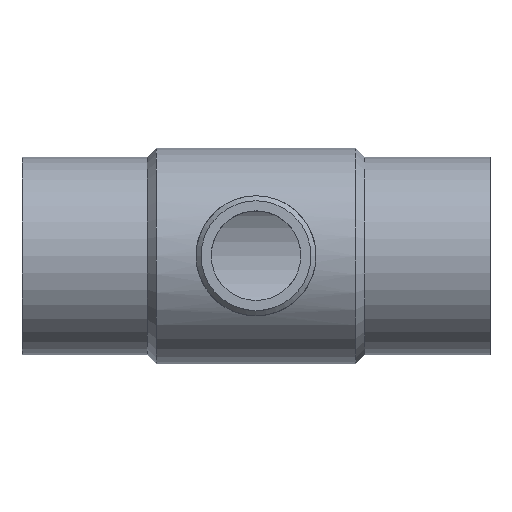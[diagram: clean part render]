
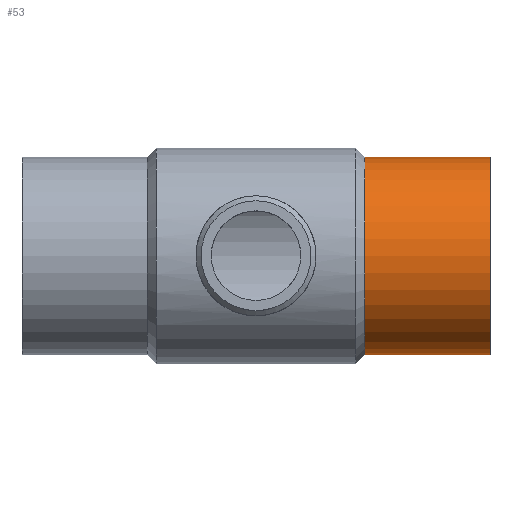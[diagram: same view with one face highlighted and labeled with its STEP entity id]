
A CAD part, top view. The second image highlights one B-rep face of the part: STEP entity #53.
In plain terms, the highlighted cylindrical face has radius 45 mm (diameter 90 mm), a full revolution.
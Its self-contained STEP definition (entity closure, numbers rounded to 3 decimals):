
#53 = ADVANCED_FACE( '', ( #113, #114 ), #115, .T. );
#113 = FACE_OUTER_BOUND( '', #174, .T. );
#114 = FACE_OUTER_BOUND( '', #175, .T. );
#115 = CYLINDRICAL_SURFACE( '', #176, 45. );
#174 = EDGE_LOOP( '', ( #245 ) );
#175 = EDGE_LOOP( '', ( #246 ) );
#176 = AXIS2_PLACEMENT_3D( '', #247, #248, #249 );
#245 = ORIENTED_EDGE( '', *, *, #277, .F. );
#246 = ORIENTED_EDGE( '', *, *, #279, .T. );
#247 = CARTESIAN_POINT( '', ( 0., 0., 0. ) );
#248 = DIRECTION( '', ( -1., 0., 0. ) );
#249 = DIRECTION( '', ( 0., 0., -1. ) );
#277 = EDGE_CURVE( '', #305, #305, #306, .T. );
#279 = EDGE_CURVE( '', #308, #308, #309, .T. );
#305 = VERTEX_POINT( '', #346 );
#306 = CIRCLE( '', #347, 45. );
#308 = VERTEX_POINT( '', #349 );
#309 = CIRCLE( '', #350, 45. );
#346 = CARTESIAN_POINT( '', ( 0., 0., -45. ) );
#347 = AXIS2_PLACEMENT_3D( '', #629, #630, #631 );
#349 = CARTESIAN_POINT( '', ( -57., 0., -45. ) );
#350 = AXIS2_PLACEMENT_3D( '', #632, #633, #634 );
#629 = CARTESIAN_POINT( '', ( 0., 0., 0. ) );
#630 = DIRECTION( '', ( 1., 0., 0. ) );
#631 = DIRECTION( '', ( 0., 0., -1. ) );
#632 = CARTESIAN_POINT( '', ( -57., 0., 0. ) );
#633 = DIRECTION( '', ( 1., 0., 0. ) );
#634 = DIRECTION( '', ( 0., 0., -1. ) );
